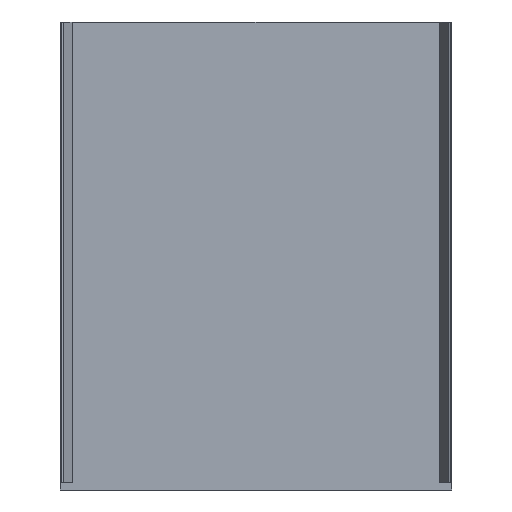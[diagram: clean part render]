
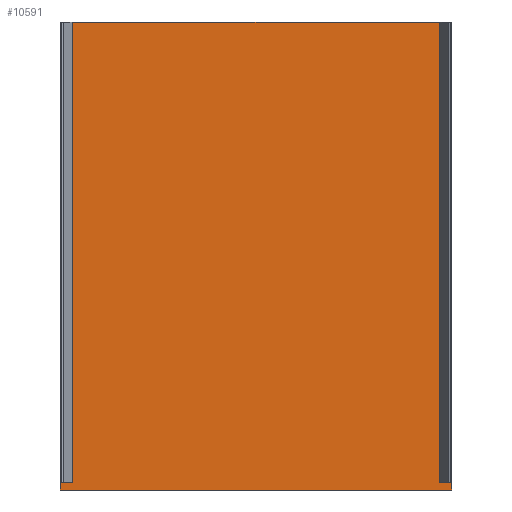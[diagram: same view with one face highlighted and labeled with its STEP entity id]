
A CAD part, front view. The second image highlights one B-rep face of the part: STEP entity #10591.
In plain terms, the highlighted planar face has unit normal (0, -1, 0).
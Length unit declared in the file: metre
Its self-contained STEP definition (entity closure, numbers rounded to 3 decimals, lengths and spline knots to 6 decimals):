
#1780=ORIENTED_EDGE('',*,*,#4312,.F.);
#1781=ORIENTED_EDGE('',*,*,#4317,.F.);
#1782=ORIENTED_EDGE('',*,*,#4318,.F.);
#1783=ORIENTED_EDGE('',*,*,#4319,.T.);
#1784=ORIENTED_EDGE('',*,*,#4320,.T.);
#1785=ORIENTED_EDGE('',*,*,#4321,.T.);
#1786=ORIENTED_EDGE('',*,*,#4322,.F.);
#1787=ORIENTED_EDGE('',*,*,#4323,.F.);
#4312=EDGE_CURVE('',#5368,#5369,#6782,.T.);
#4317=EDGE_CURVE('',#5372,#5368,#6787,.T.);
#4318=EDGE_CURVE('',#5373,#5372,#6788,.T.);
#4319=EDGE_CURVE('',#5373,#5374,#6789,.F.);
#4320=EDGE_CURVE('',#5374,#5375,#6790,.T.);
#4321=EDGE_CURVE('',#5375,#5376,#6791,.F.);
#4322=EDGE_CURVE('',#5377,#5376,#6792,.T.);
#4323=EDGE_CURVE('',#5369,#5377,#6793,.T.);
#5368=VERTEX_POINT('',#16290);
#5369=VERTEX_POINT('',#16292);
#5372=VERTEX_POINT('',#16302);
#5373=VERTEX_POINT('',#16304);
#5374=VERTEX_POINT('',#16306);
#5375=VERTEX_POINT('',#16308);
#5376=VERTEX_POINT('',#16310);
#5377=VERTEX_POINT('',#16312);
#6782=LINE('',#16291,#8232);
#6787=LINE('',#16301,#8237);
#6788=LINE('',#16303,#8238);
#6789=LINE('',#16305,#8239);
#6790=LINE('',#16307,#8240);
#6791=LINE('',#16309,#8241);
#6792=LINE('',#16311,#8242);
#6793=LINE('',#16313,#8243);
#8232=VECTOR('',#13346,1.);
#8237=VECTOR('',#13355,1.);
#8238=VECTOR('',#13356,1.);
#8239=VECTOR('',#13357,1.);
#8240=VECTOR('',#13358,1.);
#8241=VECTOR('',#13359,1.);
#8242=VECTOR('',#13360,1.);
#8243=VECTOR('',#13361,1.);
#8823=EDGE_LOOP('',(#1780,#1781,#1782,#1783,#1784,#1785,#1786,#1787));
#9467=FACE_BOUND('',#8823,.T.);
#10110=PLANE('',#11101);
#10591=ADVANCED_FACE('',(#9467),#10110,.F.);
#11101=AXIS2_PLACEMENT_3D('',#16300,#13353,#13354);
#13346=DIRECTION('',(-1.,0.,0.));
#13353=DIRECTION('',(0.,1.,0.));
#13354=DIRECTION('',(-1.,0.,0.));
#13355=DIRECTION('',(0.,0.,-1.));
#13356=DIRECTION('',(1.,0.,0.));
#13357=DIRECTION('',(0.,0.,-1.));
#13358=DIRECTION('',(-1.,0.,0.));
#13359=DIRECTION('',(0.,0.,1.));
#13360=DIRECTION('',(1.,0.,0.));
#13361=DIRECTION('',(0.,0.,1.));
#16290=CARTESIAN_POINT('',(0.09748,-0.07515,-0.10655));
#16291=CARTESIAN_POINT('',(0.041834,-0.07515,-0.10655));
#16292=CARTESIAN_POINT('',(-0.013813,-0.07515,-0.10655));
#16300=CARTESIAN_POINT('',(0.041834,-0.07515,0.00195));
#16301=CARTESIAN_POINT('',(0.09748,-0.07515,0.00195));
#16302=CARTESIAN_POINT('',(0.09748,-0.07515,-0.10455));
#16303=CARTESIAN_POINT('',(0.041834,-0.07515,-0.10455));
#16304=CARTESIAN_POINT('',(0.09385,-0.07515,-0.10455));
#16305=CARTESIAN_POINT('',(0.09385,-0.07515,0.00295));
#16306=CARTESIAN_POINT('',(0.09385,-0.07515,0.02645));
#16307=CARTESIAN_POINT('',(0.041834,-0.07515,0.02645));
#16308=CARTESIAN_POINT('',(-0.010183,-0.07515,0.02645));
#16309=CARTESIAN_POINT('',(-0.010183,-0.07515,0.00195));
#16310=CARTESIAN_POINT('',(-0.010183,-0.07515,-0.10455));
#16311=CARTESIAN_POINT('',(0.041834,-0.07515,-0.10455));
#16312=CARTESIAN_POINT('',(-0.013813,-0.07515,-0.10455));
#16313=CARTESIAN_POINT('',(-0.013813,-0.07515,0.00195));
